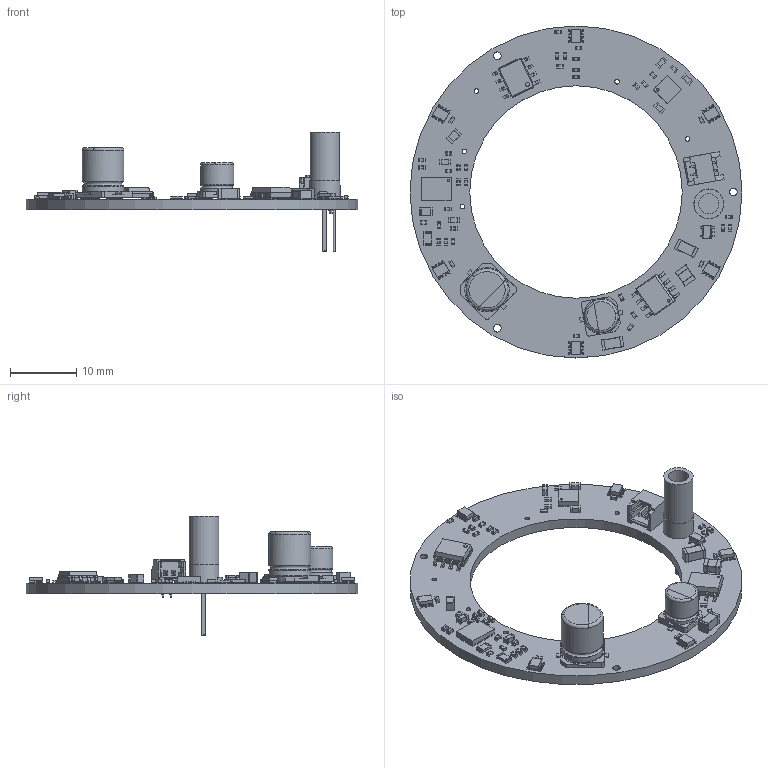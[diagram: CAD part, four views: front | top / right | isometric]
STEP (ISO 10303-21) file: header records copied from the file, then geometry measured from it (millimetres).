
FILE_DESCRIPTION(('KiCad electronic assembly'),'2;1');
FILE_NAME('IgnisV2.step','2025-08-25T22:22:24',('Pcbnew'),('Kicad'), 'Open CASCADE STEP processor 7.9','KiCad to STEP converter','Unknown' );
FILE_SCHEMA(('AUTOMOTIVE_DESIGN { 1 0 10303 214 1 1 1 1 }'));
Length unit declared in the file: millimetre
Products named in the file (24): IgnisV2 1; kicad_embedded_C5BDA16027A1B475F3AD32E60BB433C9; kicad_embedded_6F80DB4FE83919FEBE120546BF9211BB; R_0402_1005Metric; C_0402_1005Metric; kicad_embedded_3DF7FEB12B62EBF7ED4E8B8A585F0BB0; C_1206_3216Metric; C_0603_1608Metric; CP_Elec_5x5.4; R_0805_2012Metric; C_0805_2012Metric; SOIC-8_3.9x4.9mm_P1.27mm; L_1008_2520Metric; kicad_embedded_0680C8B83FBA55E80A733352AE275C2E; CP_Elec_6.3x7.7; kicad_embedded_8216DF7AE056EBAD5229E926A603A1A5; kicad_embedded_7A9DB5278C1974BEB767B199AE158D93; Pad; Pad002; Chamfer; Pad003; Pad004; kicad_embedded_095F239EC677C2CCD90D417FCAFE1F93; IgnisV2_PCB
Assembly tree (70 placements, depth 3):
  IgnisV2 1
    kicad_embedded_C5BDA16027A1B475F3AD32E60BB433C9
    kicad_embedded_6F80DB4FE83919FEBE120546BF9211BB
    R_0402_1005Metric  x18
    C_0402_1005Metric  x20
    kicad_embedded_3DF7FEB12B62EBF7ED4E8B8A585F0BB0  x6
    C_1206_3216Metric  x2
    C_0603_1608Metric  x5
    CP_Elec_5x5.4
    R_0805_2012Metric  x2
    C_0805_2012Metric
    SOIC-8_3.9x4.9mm_P1.27mm
    L_1008_2520Metric
    kicad_embedded_0680C8B83FBA55E80A733352AE275C2E
    CP_Elec_6.3x7.7
    kicad_embedded_8216DF7AE056EBAD5229E926A603A1A5
    kicad_embedded_7A9DB5278C1974BEB767B199AE158D93
      Pad
      Pad002
      Chamfer
      Pad003
      Pad004
    kicad_embedded_095F239EC677C2CCD90D417FCAFE1F93
    IgnisV2_PCB
Bounding box: 50 x 50 x 18 mm (x, y, z)
Volume: 2666.8 mm3; surface area: 4631.6 mm2
Topology: 159 solids, 159 shells, 3111 faces, 7820 edges, 5105 vertices
Faces by surface type: plane 2199, cylinder 870, bspline 32, torus 8, revolution 2
Full cylindrical faces by diameter (mm): 0.3 x15, 0.4 x1, 0.559 x2, 0.7 x5, 0.8 x1, 1.152 x3, 3.05 x1, 4.45 x1, 4.5 x5, 5 x2, 6.3 x2, 32 x1, 50 x1
Entity records: 48893 total; most frequent: CARTESIAN_POINT 7875, DIRECTION 7183, ORIENTED_EDGE 7135, EDGE_CURVE 3568, LINE 2823, VECTOR 2823, VERTEX_POINT 2336, AXIS2_PLACEMENT_3D 2179
